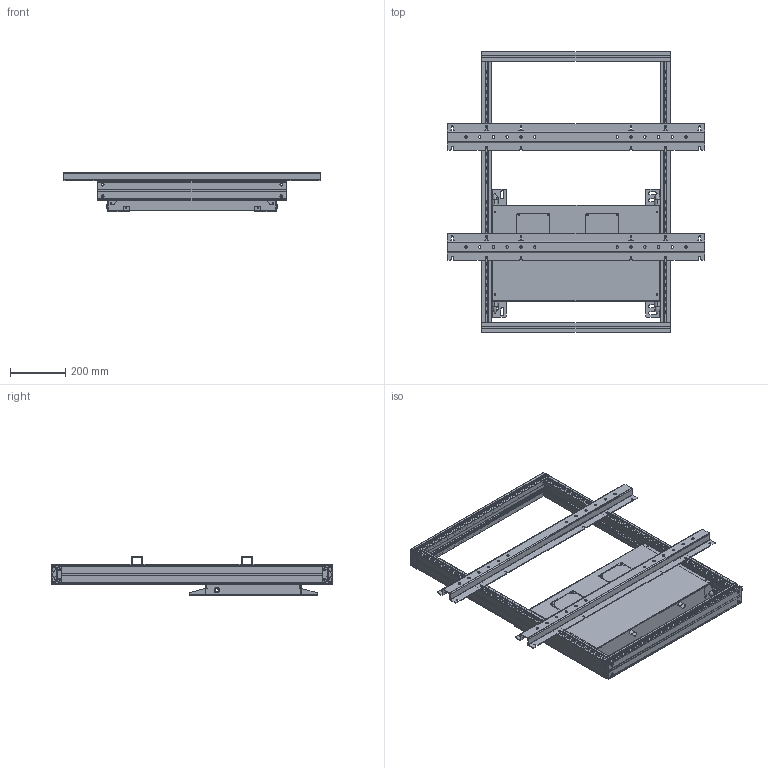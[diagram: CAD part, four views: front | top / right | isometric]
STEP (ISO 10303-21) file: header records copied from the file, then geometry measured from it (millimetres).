
FILE_DESCRIPTION (( 'STEP AP214' ), '1' );
FILE_NAME ('4031000502.STEP', '2023-06-28T06:24:34', ( '' ), ( '' ), 'SwSTEP 2.0', 'SolidWorks 2021', '' );
FILE_SCHEMA (( 'AUTOMOTIVE_DESIGN' ));
Length unit declared in the file: millimetre
Products named in the file (16): D001959_4031500020; D001734_4031500090; 325037_4031500171; D001733_4031500040; 873100; 873092; D004065_851117; 4031000502; 4031500130_4031500130; D004026_4031500175; 4031500240; 325037_4031500151; D001959_4031500010; 875463; 851108; D002397_4031500120
Assembly tree (29 placements, depth 3):
  4031000502
    D001733_4031500040
    D001734_4031500090
    D001959_4031500020
    4031500130_4031500130  x2
    D002397_4031500120  x2
    D001959_4031500010
    4031500240  x2
    875463  x2
    D004026_4031500175  x2
      325037_4031500171
      D004065_851117
    325037_4031500151  x2
    851108  x2
    873092  x4
    873100  x4
Bounding box: 935 x 1020 x 143 mm (x, y, z)
Volume: 4611818.9 mm3; surface area: 4305803.7 mm2
Topology: 30 solids, 30 shells, 3732 faces, 9946 edges, 6314 vertices
Faces by surface type: cylinder 1662, plane 1326, torus 432, cone 176, bspline 128, sphere 8
Entity records: 76518 total; most frequent: CARTESIAN_POINT 16906, DIRECTION 12444, ORIENTED_EDGE 11810, EDGE_CURVE 5905, AXIS2_PLACEMENT_3D 4750, VERTEX_POINT 3747, LINE 2944, VECTOR 2944
